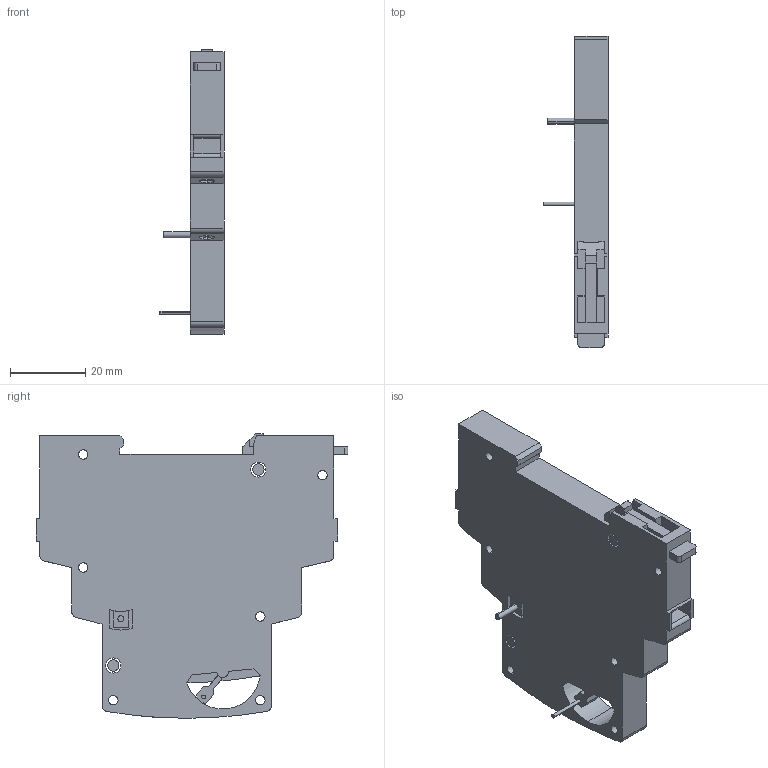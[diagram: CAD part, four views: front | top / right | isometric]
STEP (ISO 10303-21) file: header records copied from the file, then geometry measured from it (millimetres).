
FILE_DESCRIPTION (( 'STEP AP203' ), '1' );
FILE_NAME ('Àâàðèéíûé êîíòàêò ÀÊ-47 EKF PROxima.STEP', '2016-11-11T13:10:38', ( '' ), ( '' ), 'SwSTEP 2.0', 'SolidWorks 2014', '' );
FILE_SCHEMA (( 'CONFIG_CONTROL_DESIGN' ));
Length unit declared in the file: millimetre
Products named in the file (4): øëÿïêà âèíòà(01); Àâàðèéíûé êîíòàêò ÀÊ-47 EKF PROxima; çàìîê2
Assembly tree (5 placements, depth 2):
  Àâàðèéíûé êîíòàêò ÀÊ-47 EKF PROxima
    Àâàðèéíûé êîíòàêò ÀÊ-47 EKF PROxima
    çàìîê2
    øëÿïêà âèíòà(01)  x3
Bounding box: 17 x 82.75 x 75.5 mm (x, y, z)
Volume: 38859.7 mm3; surface area: 14631 mm2
Topology: 8 solids, 8 shells, 234 faces, 619 edges, 408 vertices
Faces by surface type: plane 161, cylinder 73
Entity records: 6779 total; most frequent: DIRECTION 1107, CARTESIAN_POINT 1097, ORIENTED_EDGE 1070, EDGE_CURVE 535, LINE 383, VECTOR 383, AXIS2_PLACEMENT_3D 362, VERTEX_POINT 352
